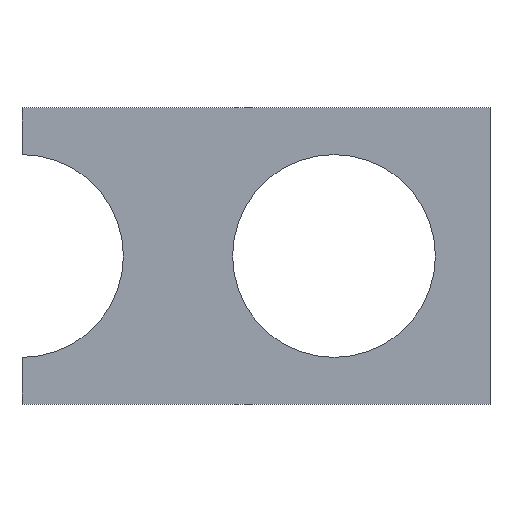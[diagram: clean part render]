
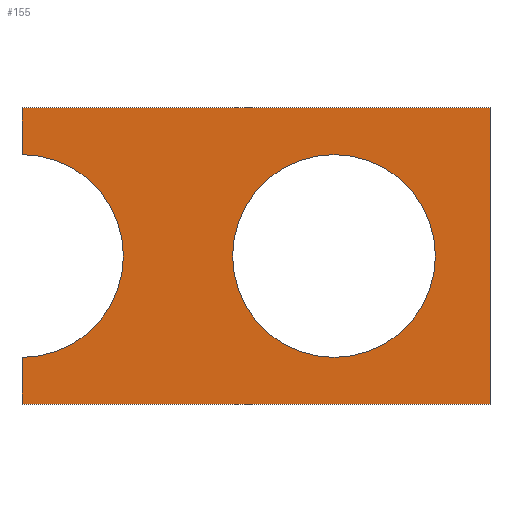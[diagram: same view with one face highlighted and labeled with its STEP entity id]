
A CAD part, top view. The second image highlights one B-rep face of the part: STEP entity #155.
In plain terms, the highlighted planar face has unit normal (0, 0, 1).
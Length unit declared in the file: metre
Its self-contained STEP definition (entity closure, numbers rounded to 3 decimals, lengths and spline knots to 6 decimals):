
#14=LINE('',#238,#30);
#15=LINE('',#241,#31);
#16=LINE('',#243,#32);
#17=LINE('',#245,#33);
#18=LINE('',#247,#34);
#30=VECTOR('',#196,1.);
#31=VECTOR('',#197,1.);
#32=VECTOR('',#198,1.);
#33=VECTOR('',#199,1.);
#34=VECTOR('',#200,1.);
#46=ORIENTED_EDGE('',*,*,#86,.F.);
#47=ORIENTED_EDGE('',*,*,#87,.F.);
#48=ORIENTED_EDGE('',*,*,#88,.F.);
#49=ORIENTED_EDGE('',*,*,#89,.F.);
#50=ORIENTED_EDGE('',*,*,#90,.F.);
#51=ORIENTED_EDGE('',*,*,#91,.F.);
#52=ORIENTED_EDGE('',*,*,#92,.F.);
#86=EDGE_CURVE('',#106,#106,#120,.T.);
#87=EDGE_CURVE('',#107,#108,#14,.T.);
#88=EDGE_CURVE('',#109,#107,#15,.T.);
#89=EDGE_CURVE('',#110,#109,#16,.T.);
#90=EDGE_CURVE('',#111,#110,#17,.T.);
#91=EDGE_CURVE('',#112,#111,#18,.T.);
#92=EDGE_CURVE('',#108,#112,#121,.T.);
#106=VERTEX_POINT('',#237);
#107=VERTEX_POINT('',#239);
#108=VERTEX_POINT('',#240);
#109=VERTEX_POINT('',#242);
#110=VERTEX_POINT('',#244);
#111=VERTEX_POINT('',#246);
#112=VERTEX_POINT('',#248);
#120=CIRCLE('',#178,0.000325);
#121=CIRCLE('',#179,0.000325);
#124=EDGE_LOOP('',(#46));
#125=EDGE_LOOP('',(#47,#48,#49,#50,#51,#52));
#136=FACE_BOUND('',#124,.T.);
#137=FACE_BOUND('',#125,.T.);
#148=PLANE('',#177);
#155=ADVANCED_FACE('',(#136,#137),#148,.F.);
#177=AXIS2_PLACEMENT_3D('',#235,#192,#193);
#178=AXIS2_PLACEMENT_3D('',#236,#194,#195);
#179=AXIS2_PLACEMENT_3D('',#249,#201,#202);
#192=DIRECTION('',(0.,0.,-1.));
#193=DIRECTION('',(-1.,0.,0.));
#194=DIRECTION('',(0.,0.,1.));
#195=DIRECTION('',(1.,0.,0.));
#196=DIRECTION('',(0.,1.,0.));
#197=DIRECTION('',(-1.,0.,0.));
#198=DIRECTION('',(0.,-1.,0.));
#199=DIRECTION('',(1.,0.,0.));
#200=DIRECTION('',(0.,1.,0.));
#201=DIRECTION('',(0.,0.,1.));
#202=DIRECTION('',(1.,0.,0.));
#235=CARTESIAN_POINT('',(-0.007262,-0.0045,0.00095));
#236=CARTESIAN_POINT('',(-0.007,-0.0045,0.00095));
#237=CARTESIAN_POINT('',(-0.006675,-0.0045,0.00095));
#238=CARTESIAN_POINT('',(-0.008,-0.004175,0.00095));
#239=CARTESIAN_POINT('',(-0.008,-0.004975,0.00095));
#240=CARTESIAN_POINT('',(-0.008,-0.004825,0.00095));
#241=CARTESIAN_POINT('',(-0.0065,-0.004975,0.00095));
#242=CARTESIAN_POINT('',(-0.0065,-0.004975,0.00095));
#243=CARTESIAN_POINT('',(-0.0065,-0.004025,0.00095));
#244=CARTESIAN_POINT('',(-0.0065,-0.004025,0.00095));
#245=CARTESIAN_POINT('',(-0.008,-0.004025,0.00095));
#246=CARTESIAN_POINT('',(-0.008,-0.004025,0.00095));
#247=CARTESIAN_POINT('',(-0.008,-0.004175,0.00095));
#248=CARTESIAN_POINT('',(-0.008,-0.004175,0.00095));
#249=CARTESIAN_POINT('',(-0.008,-0.0045,0.00095));
